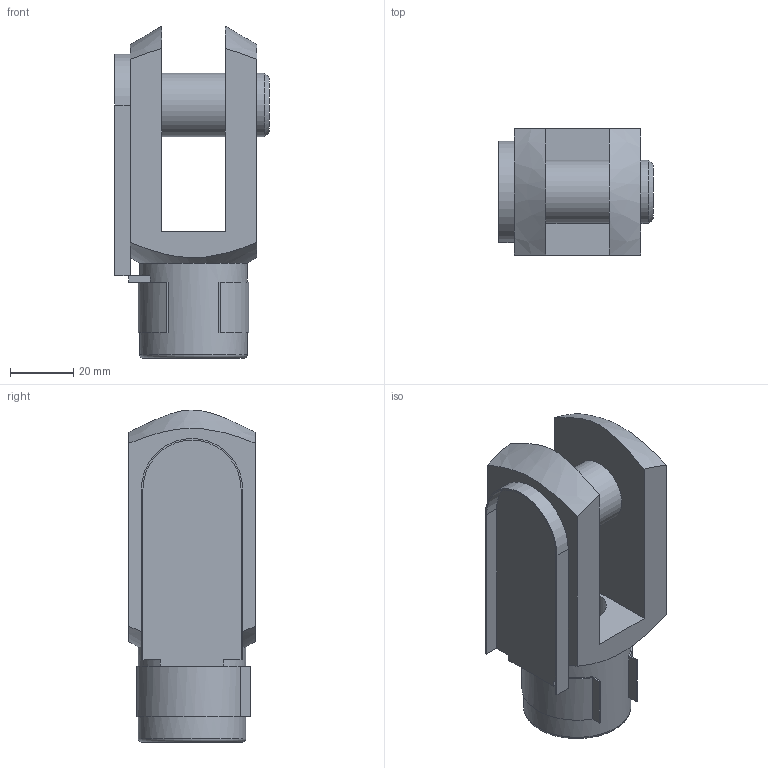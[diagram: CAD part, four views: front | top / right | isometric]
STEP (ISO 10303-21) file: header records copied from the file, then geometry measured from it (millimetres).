
FILE_DESCRIPTION((''),'2;1');
FILE_NAME('FC20x1.5.stp','2013-12-06T09:09:33',('carlo.corazza'),(''),'Autodesk Inventor 2012','Autodesk Inventor 2012','');
FILE_SCHEMA(('AUTOMOTIVE_DESIGN { 1 0 10303 214 1 1 1 1 }'));
Length unit declared in the file: millimetre
Products named in the file (1): FC20x1.5
Bounding box: 49 x 40 x 105 mm (x, y, z)
Volume: 88963.5 mm3; surface area: 24508.5 mm2
Topology: 1 solids, 1 shells, 44 faces, 121 edges, 78 vertices
Faces by surface type: plane 31, cylinder 7, cone 5, torus 1
Full cylindrical faces by diameter (mm): 18.376 x1, 20 x2, 34 x1
Entity records: 1379 total; most frequent: CARTESIAN_POINT 263, ORIENTED_EDGE 214, DIRECTION 206, EDGE_CURVE 107, VERTEX_POINT 73, VECTOR 70, LINE 70, AXIS2_PLACEMENT_3D 68
